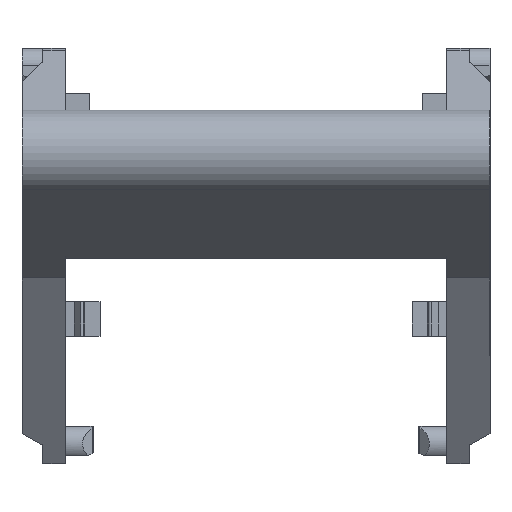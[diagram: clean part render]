
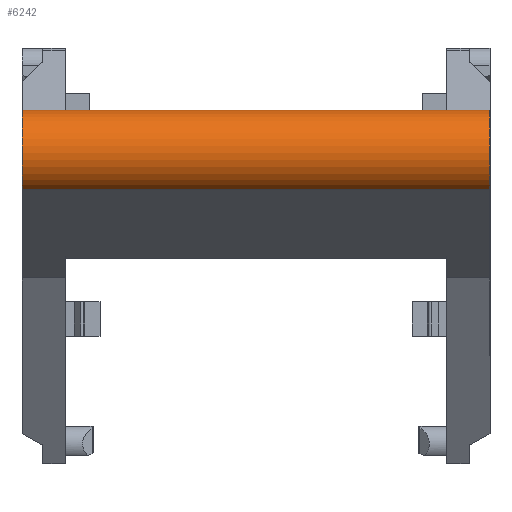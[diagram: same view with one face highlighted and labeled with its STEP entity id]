
A CAD part, left-side view. The second image highlights one B-rep face of the part: STEP entity #6242.
In plain terms, the highlighted cylindrical face has radius 2.5 mm (diameter 5 mm), a partial arc.
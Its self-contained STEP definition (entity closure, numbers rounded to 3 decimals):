
#1131=CARTESIAN_POINT('',(-23.6,13.5,-2.55));
#1132=DIRECTION('',(0.,1.,0.));
#1133=DIRECTION('',(-0.551,0.,-0.834));
#1134=AXIS2_PLACEMENT_3D('',#1131,#1132,#1133);
#1156=DIRECTION('',(0.,1.,0.));
#1157=VECTOR('',#1156,27.);
#1158=CARTESIAN_POINT('',(-22.999,-13.5,-0.123));
#1159=LINE('',#1158,#1157);
#2165=CARTESIAN_POINT('',(-23.6,-13.5,-2.55));
#2166=DIRECTION('',(0.,-1.,0.));
#2167=DIRECTION('',(0.24,0.,0.971));
#2168=AXIS2_PLACEMENT_3D('',#2165,#2166,#2167);
#2194=DIRECTION('',(0.,-1.,0.));
#2195=VECTOR('',#2194,27.);
#2196=CARTESIAN_POINT('',(-24.978,13.5,-4.636));
#2197=LINE('',#2196,#2195);
#2878=CARTESIAN_POINT('',(-24.978,13.5,-4.636));
#2879=CARTESIAN_POINT('',(-22.999,13.5,-0.123));
#2880=VERTEX_POINT('',#2878);
#2881=VERTEX_POINT('',#2879);
#2938=CARTESIAN_POINT('',(-22.999,-13.5,-0.123));
#2939=CARTESIAN_POINT('',(-24.978,-13.5,-4.636));
#2940=VERTEX_POINT('',#2938);
#2941=VERTEX_POINT('',#2939);
#6231=CARTESIAN_POINT('',(-23.6,11.,-2.55));
#6232=DIRECTION('',(0.,1.,0.));
#6233=DIRECTION('',(0.,0.,-1.));
#6234=AXIS2_PLACEMENT_3D('',#6231,#6232,#6233);
#6235=CYLINDRICAL_SURFACE('',#6234,2.5);
#6236=ORIENTED_EDGE('',*,*,#4888,.F.);
#6237=ORIENTED_EDGE('',*,*,#6179,.T.);
#6238=ORIENTED_EDGE('',*,*,#6218,.F.);
#6239=ORIENTED_EDGE('',*,*,#4843,.T.);
#6240=EDGE_LOOP('',(#6236,#6237,#6238,#6239));
#6241=FACE_OUTER_BOUND('',#6240,.F.);
#1135=CIRCLE('',#1134,2.5);
#2169=CIRCLE('',#2168,2.5);
#4843=EDGE_CURVE('',#2880,#2881,#1135,.T.);
#4888=EDGE_CURVE('',#2940,#2881,#1159,.T.);
#6179=EDGE_CURVE('',#2940,#2941,#2169,.T.);
#6218=EDGE_CURVE('',#2880,#2941,#2197,.T.);
#6242=ADVANCED_FACE('',(#6241),#6235,.T.);
